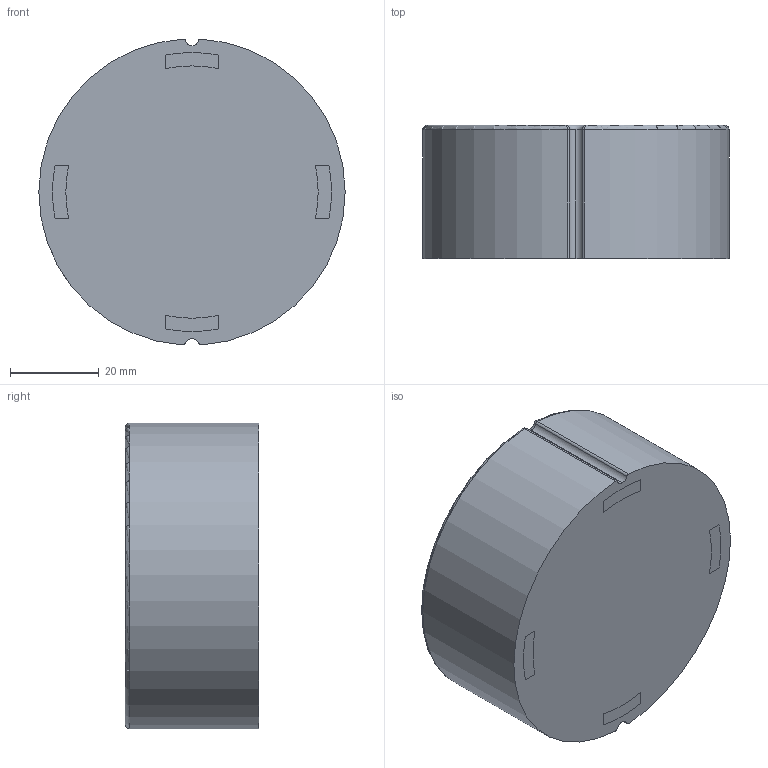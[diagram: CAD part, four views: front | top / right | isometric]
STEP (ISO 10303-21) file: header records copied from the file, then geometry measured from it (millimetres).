
FILE_DESCRIPTION (( 'STEP AP214' ), '1' );
FILE_NAME ('Equinox_Soul_Cycle.STEP', '2024-12-14T01:39:51', ( '' ), ( '' ), 'SwSTEP 2.0', 'SolidWorks 2025', '' );
FILE_SCHEMA (( 'AUTOMOTIVE_DESIGN' ));
Length unit declared in the file: millimetre
Products named in the file (1): Equinox_Soul_Cycle
Bounding box: 69 x 30 x 68.87 mm (x, y, z)
Volume: 28357.3 mm3; surface area: 22931.8 mm2
Topology: 5 solids, 5 shells, 63 faces, 144 edges, 90 vertices
Faces by surface type: cylinder 29, plane 19, torus 7, cone 4, bspline 2, sphere 2
Entity records: 1948 total; most frequent: CARTESIAN_POINT 436, DIRECTION 331, ORIENTED_EDGE 284, EDGE_CURVE 142, AXIS2_PLACEMENT_3D 139, VERTEX_POINT 90, CIRCLE 77, EDGE_LOOP 64
